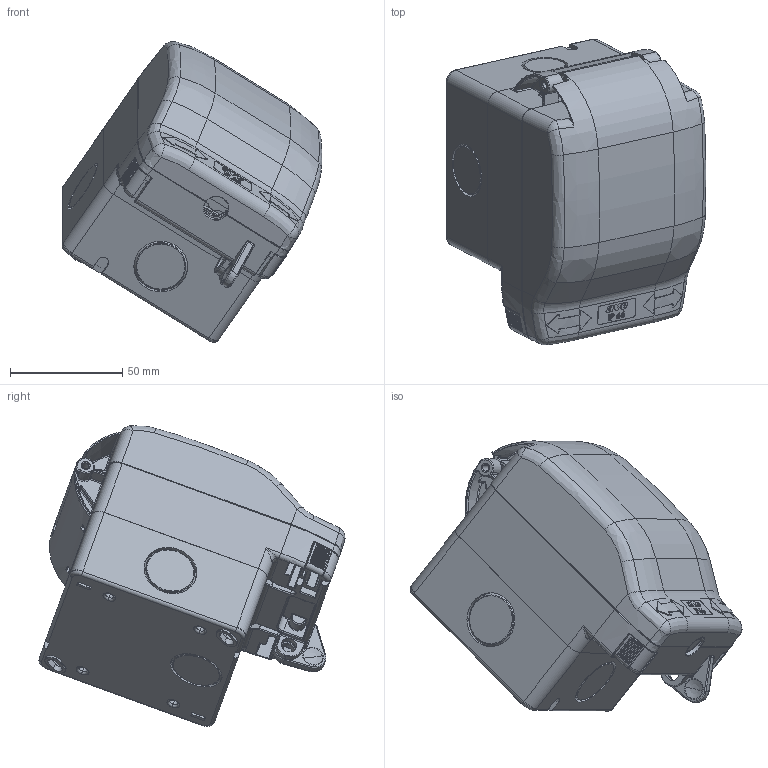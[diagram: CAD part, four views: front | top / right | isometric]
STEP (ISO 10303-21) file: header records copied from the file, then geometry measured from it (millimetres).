
FILE_DESCRIPTION(('CATIA V5 STEP Exchange'),'2;1');
FILE_NAME('44ST02K.stp','2024-12-11T12:49:20+00:00',('none'),('none'),'CATIA Version 5-6 Release 2016 SP6','CATIA V5 STEP AP203','none');
FILE_SCHEMA(('CONFIG_CONTROL_DESIGN'));
Products named in the file (1): STP
Assembly tree (8 placements, depth 2):
  STP
    #57
    #137807
    #187835
    #194412
    #221393
    #228449
    #242651
    #249271
Bounding box: 115.74 x 136.26 x 133.88 mm (x, y, z)
Volume: 171868.9 mm3; surface area: 180557.1 mm2
Topology: 15 solids, 15 shells, 6316 faces, 15870 edges, 9211 vertices
Faces by surface type: cylinder 2286, plane 2088, bspline 1085, sphere 402, torus 259, cone 152, revolution 26, extrusion 18
Entity records: 252449 total; most frequent: CARTESIAN_POINT 122793, ORIENTED_EDGE 30798, DIRECTION 19106, EDGE_CURVE 15399, VERTEX_POINT 9211, AXIS2_PLACEMENT_3D 7468, VECTOR 7278, LINE 7260
